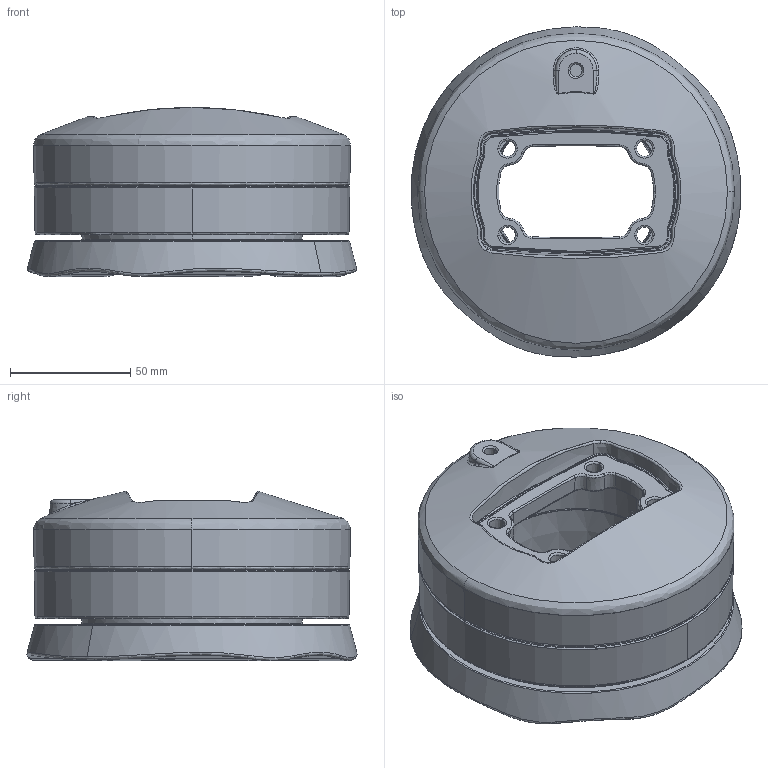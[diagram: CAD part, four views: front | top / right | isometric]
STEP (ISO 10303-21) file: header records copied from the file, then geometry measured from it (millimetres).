
FILE_DESCRIPTION (( 'STEP AP203' ), '1' );
FILE_NAME ('TK060.330.STEP', '2016-05-05T11:39:08', ( '' ), ( '' ), 'SwSTEP 2.0', 'SolidWorks 2013', '' );
FILE_SCHEMA (( 'CONFIG_CONTROL_DESIGN' ));
Length unit declared in the file: millimetre
Products named in the file (1): TK060.330
Bounding box: 137.24 x 137.41 x 70.37 mm (x, y, z)
Surface area: 137816.1 mm2 (no closed solid volume)
Topology: 0 solids, 15 shells, 1707 faces, 4026 edges, 2414 vertices
Faces by surface type: bspline 947, cone 353, plane 226, cylinder 117, sphere 64
Entity records: 100340 total; most frequent: CARTESIAN_POINT 67244, ORIENTED_EDGE 8036, DIRECTION 5559, EDGE_CURVE 4019, AXIS2_PLACEMENT_3D 2481, VERTEX_POINT 2414, EDGE_LOOP 1812, CIRCLE 1720
